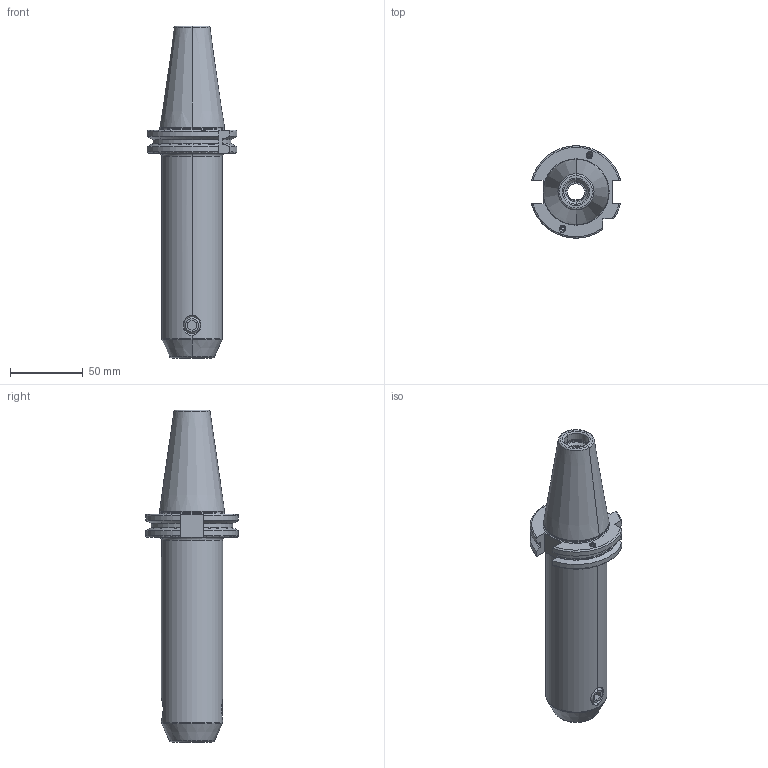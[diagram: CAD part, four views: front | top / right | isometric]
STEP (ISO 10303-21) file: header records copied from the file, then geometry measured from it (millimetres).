
FILE_DESCRIPTION((''),'2;1');
FILE_NAME('403_04_12_2_K','2021-03-29T',('103090'),(''),'CREO PARAMETRIC BY PTC INC, 2016260','CREO PARAMETRIC BY PTC INC, 2016260','');
FILE_SCHEMA(('CONFIG_CONTROL_DESIGN'));
Length unit declared in the file: millimetre
Products named in the file (1): 403_04_12_2_K
Bounding box: 61.48 x 63.54 x 228.4 mm (x, y, z)
Volume: 268321.7 mm3; surface area: 45531.2 mm2
Topology: 1 solids, 1 shells, 188 faces, 459 edges, 286 vertices
Faces by surface type: plane 58, torus 45, cylinder 45, cone 38, sphere 2
Entity records: 6063 total; most frequent: CARTESIAN_POINT 1624, DIRECTION 944, ORIENTED_EDGE 904, EDGE_CURVE 452, AXIS2_PLACEMENT_3D 378, VERTEX_POINT 280, EDGE_LOOP 204, VECTOR 188
